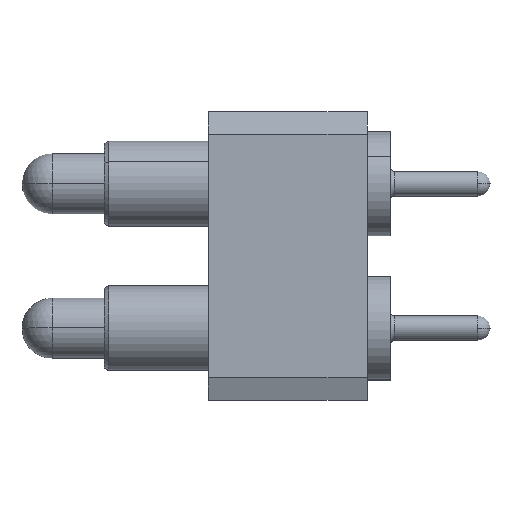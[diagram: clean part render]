
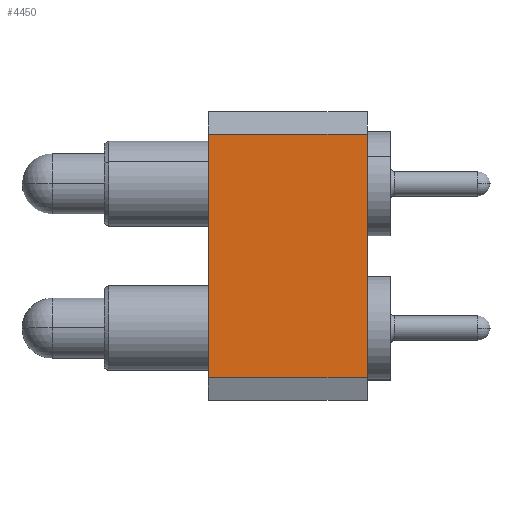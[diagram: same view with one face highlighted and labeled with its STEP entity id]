
A CAD part, left-side view. The second image highlights one B-rep face of the part: STEP entity #4450.
In plain terms, the highlighted planar face has unit normal (-1, 0, 0).
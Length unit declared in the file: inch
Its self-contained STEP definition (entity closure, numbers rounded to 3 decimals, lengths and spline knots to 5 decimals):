
#123 = CARTESIAN_POINT ( 'NONE',  ( -0.01203, -0.11, -0.18425 ) ) ;
#795 = ORIENTED_EDGE ( 'NONE', *, *, #1497, .T. ) ;
#865 = VERTEX_POINT ( 'NONE', #4205 ) ;
#1242 = DIRECTION ( 'NONE',  ( 0., 0., 1. ) ) ;
#1326 = DIRECTION ( 'NONE',  ( 0., 0., 1. ) ) ;
#1333 = LINE ( 'NONE', #3243, #5745 ) ;
#1381 = DIRECTION ( 'NONE',  ( 0., 0., 1. ) ) ;
#1497 = EDGE_CURVE ( 'NONE', #4369, #4096, #4159, .T. ) ;
#1734 = CARTESIAN_POINT ( 'NONE',  ( -0.01203, 0., -0.18425 ) ) ;
#1735 = ORIENTED_EDGE ( 'NONE', *, *, #2821, .T. ) ;
#2019 = VECTOR ( 'NONE', #1326, 39.37008 ) ;
#2057 = ORIENTED_EDGE ( 'NONE', *, *, #2494, .F. ) ;
#2292 = DIRECTION ( 'NONE',  ( 0., 1., 0. ) ) ;
#2494 = EDGE_CURVE ( 'NONE', #4369, #5220, #3708, .T. ) ;
#2522 = DIRECTION ( 'NONE',  ( 0., 1., 0. ) ) ;
#2523 = ORIENTED_EDGE ( 'NONE', *, *, #2806, .F. ) ;
#2806 = EDGE_CURVE ( 'NONE', #5220, #865, #3297, .T. ) ;
#2821 = EDGE_CURVE ( 'NONE', #4096, #865, #1333, .T. ) ;
#2863 = VECTOR ( 'NONE', #1381, 39.37008 ) ;
#3040 = AXIS2_PLACEMENT_3D ( 'NONE', #5106, #4139, #1242 ) ;
#3220 = CARTESIAN_POINT ( 'NONE',  ( -0.01203, 0., -0.18425 ) ) ;
#3243 = CARTESIAN_POINT ( 'NONE',  ( -0.01203, -0.11, -0.01575 ) ) ;
#3297 = LINE ( 'NONE', #3220, #2019 ) ;
#3526 = CARTESIAN_POINT ( 'NONE',  ( -0.01203, -0.11, -0.18425 ) ) ;
#3643 = PLANE ( 'NONE',  #3040 ) ;
#3673 = CARTESIAN_POINT ( 'NONE',  ( -0.01203, -0.11, -0.01575 ) ) ;
#3679 = VECTOR ( 'NONE', #2522, 39.37008 ) ;
#3708 = LINE ( 'NONE', #123, #3679 ) ;
#3761 = EDGE_LOOP ( 'NONE', ( #2523, #2057, #795, #1735 ) ) ;
#4096 = VERTEX_POINT ( 'NONE', #3673 ) ;
#4139 = DIRECTION ( 'NONE',  ( -1., 0., 0. ) ) ;
#4159 = LINE ( 'NONE', #6226, #2863 ) ;
#4205 = CARTESIAN_POINT ( 'NONE',  ( -0.01203, 0., -0.01575 ) ) ;
#4369 = VERTEX_POINT ( 'NONE', #3526 ) ;
#4450 = ADVANCED_FACE ( 'NONE', ( #5953 ), #3643, .T. ) ;
#5106 = CARTESIAN_POINT ( 'NONE',  ( -0.01203, -0.11, -0.18425 ) ) ;
#5220 = VERTEX_POINT ( 'NONE', #1734 ) ;
#5745 = VECTOR ( 'NONE', #2292, 39.37008 ) ;
#5953 = FACE_OUTER_BOUND ( 'NONE', #3761, .T. ) ;
#6226 = CARTESIAN_POINT ( 'NONE',  ( -0.01203, -0.11, -0.18425 ) ) ;
